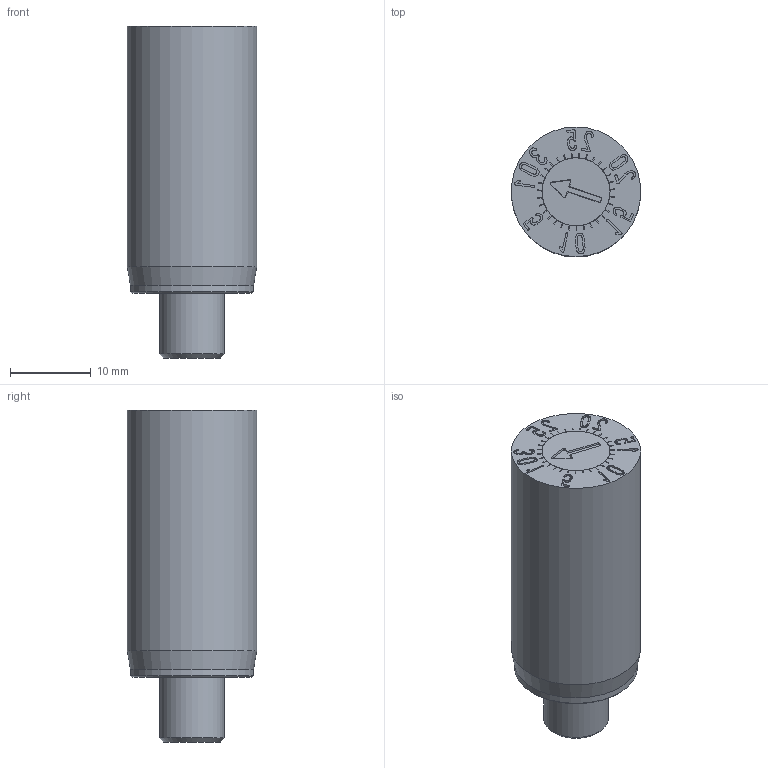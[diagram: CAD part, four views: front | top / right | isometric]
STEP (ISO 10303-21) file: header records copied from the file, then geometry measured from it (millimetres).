
FILE_DESCRIPTION(/* description */ (''),/* implementation_level */ '2;1');
FILE_NAME(/* name */ 'Dati-1200_T$16$00.stp',/* time_stamp */ '2025-08-07T18:02:58+02:00',/* author */ ('olafg'),/* organization */ (''),/* preprocessor_version */ 'ST-DEVELOPER v20',/* originating_system */ 'Autodesk Inventor 2024',/* authorisation */ '');
FILE_SCHEMA (('AUTOMOTIVE_DESIGN { 1 0 10303 214 3 1 1 }'));
Length unit declared in the file: millimetre
Products named in the file (4): Zusammenbau 1016; 1016-01-00 Hülse; 2016-05-00 Stelleinsatz; Gewindestift M8x12
Assembly tree (3 placements, depth 2):
  Zusammenbau 1016
    1016-01-00 Hülse
    2016-05-00 Stelleinsatz
    Gewindestift M8x12
Bounding box: 16 x 16 x 41 mm (x, y, z)
Volume: 6147 mm3; surface area: 3578.7 mm2
Topology: 3 solids, 3 shells, 430 faces, 1121 edges, 746 vertices
Faces by surface type: plane 229, bspline 178, cone 14, cylinder 8, torus 1
Full cylindrical faces by diameter (mm): 3.5 x2, 8 x2, 8.4 x2, 15.2 x1, 16 x1
Entity records: 14245 total; most frequent: CARTESIAN_POINT 4710, ORIENTED_EDGE 2242, DIRECTION 1326, EDGE_CURVE 1121, VERTEX_POINT 746, LINE 722, VECTOR 722, EDGE_LOOP 481
